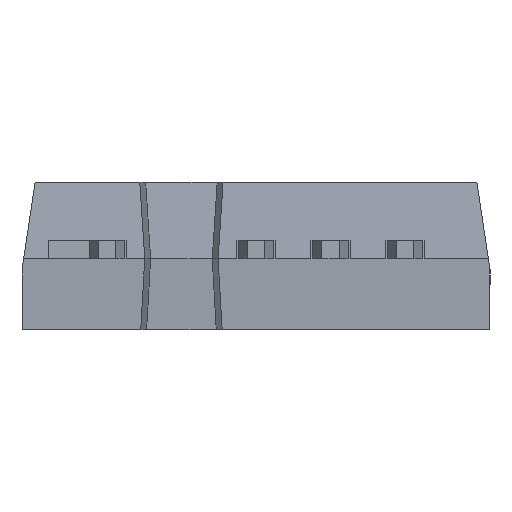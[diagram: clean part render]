
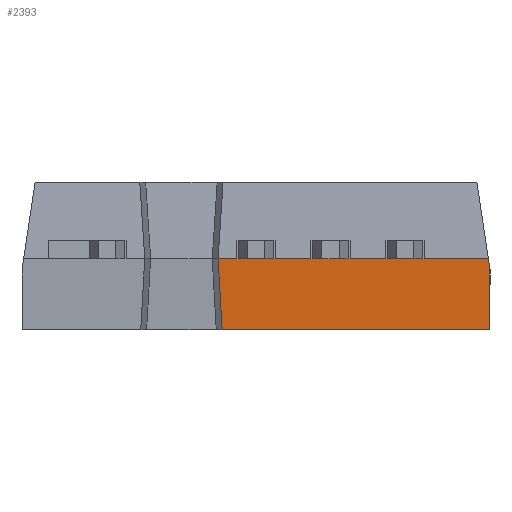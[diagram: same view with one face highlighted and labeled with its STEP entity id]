
A CAD part, front view. The second image highlights one B-rep face of the part: STEP entity #2393.
In plain terms, the highlighted planar face has unit normal (0, -0.998, -0.061).
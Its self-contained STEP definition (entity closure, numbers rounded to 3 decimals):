
#114 = CARTESIAN_POINT ( 'NONE',  ( 7.97, 4.518, -2.723 ) ) ;
#419 = VERTEX_POINT ( 'NONE', #114 ) ;
#493 = EDGE_LOOP ( 'NONE', ( #3074, #2290, #2354, #1149, #2029 ) ) ;
#678 = PLANE ( 'NONE',  #3201 ) ;
#790 = VECTOR ( 'NONE', #4248, 1000. ) ;
#821 = VERTEX_POINT ( 'NONE', #4831 ) ;
#849 = VECTOR ( 'NONE', #3221, 1000. ) ;
#1020 = DIRECTION ( 'NONE',  ( 0., 0.998, 0.061 ) ) ;
#1024 = LINE ( 'NONE', #4015, #849 ) ;
#1149 = ORIENTED_EDGE ( 'NONE', *, *, #2607, .F. ) ;
#1295 = VERTEX_POINT ( 'NONE', #3447 ) ;
#1402 = CARTESIAN_POINT ( 'NONE',  ( 7.97, 4.37, -0.307 ) ) ;
#1448 = VECTOR ( 'NONE', #1815, 1000. ) ;
#1815 = DIRECTION ( 'NONE',  ( -1., 0., 0. ) ) ;
#1837 = EDGE_CURVE ( 'NONE', #1295, #3272, #4867, .T. ) ;
#1917 = VECTOR ( 'NONE', #4450, 1000. ) ;
#2029 = ORIENTED_EDGE ( 'NONE', *, *, #4741, .F. ) ;
#2281 = CARTESIAN_POINT ( 'NONE',  ( 7.97, 4.37, -0.307 ) ) ;
#2290 = ORIENTED_EDGE ( 'NONE', *, *, #3910, .T. ) ;
#2354 = ORIENTED_EDGE ( 'NONE', *, *, #5034, .F. ) ;
#2393 = ADVANCED_FACE ( 'NONE', ( #3697 ), #678, .F. ) ;
#2463 = CARTESIAN_POINT ( 'NONE',  ( -1.261, 4.402, -0.827 ) ) ;
#2497 = LINE ( 'NONE', #3144, #3183 ) ;
#2607 = EDGE_CURVE ( 'NONE', #821, #419, #2497, .T. ) ;
#2721 = CARTESIAN_POINT ( 'NONE',  ( -1.29, 4.37, -0.307 ) ) ;
#2961 = CARTESIAN_POINT ( 'NONE',  ( 7.914, 4.371, -0.316 ) ) ;
#3074 = ORIENTED_EDGE ( 'NONE', *, *, #1837, .T. ) ;
#3144 = CARTESIAN_POINT ( 'NONE',  ( 7.97, 4.37, -0.307 ) ) ;
#3183 = VECTOR ( 'NONE', #3902, 1000. ) ;
#3201 = AXIS2_PLACEMENT_3D ( 'NONE', #2281, #1020, #3808 ) ;
#3221 = DIRECTION ( 'NONE',  ( -1., 0., 0. ) ) ;
#3272 = VERTEX_POINT ( 'NONE', #2721 ) ;
#3447 = CARTESIAN_POINT ( 'NONE',  ( 7.913, 4.37, -0.307 ) ) ;
#3697 = FACE_OUTER_BOUND ( 'NONE', #493, .T. ) ;
#3721 = VERTEX_POINT ( 'NONE', #4704 ) ;
#3808 = DIRECTION ( 'NONE',  ( 0., -0.061, 0.998 ) ) ;
#3902 = DIRECTION ( 'NONE',  ( 0., 0.061, -0.998 ) ) ;
#3910 = EDGE_CURVE ( 'NONE', #3272, #3721, #3973, .T. ) ;
#3973 = LINE ( 'NONE', #2463, #1917 ) ;
#4015 = CARTESIAN_POINT ( 'NONE',  ( 7.97, 4.518, -2.723 ) ) ;
#4248 = DIRECTION ( 'NONE',  ( 0.148, 0.06, -0.987 ) ) ;
#4400 = LINE ( 'NONE', #2961, #790 ) ;
#4450 = DIRECTION ( 'NONE',  ( 0.056, 0.061, -0.997 ) ) ;
#4704 = CARTESIAN_POINT ( 'NONE',  ( -1.154, 4.518, -2.723 ) ) ;
#4741 = EDGE_CURVE ( 'NONE', #1295, #821, #4400, .T. ) ;
#4831 = CARTESIAN_POINT ( 'NONE',  ( 7.97, 4.393, -0.687 ) ) ;
#4867 = LINE ( 'NONE', #1402, #1448 ) ;
#5034 = EDGE_CURVE ( 'NONE', #419, #3721, #1024, .T. ) ;
